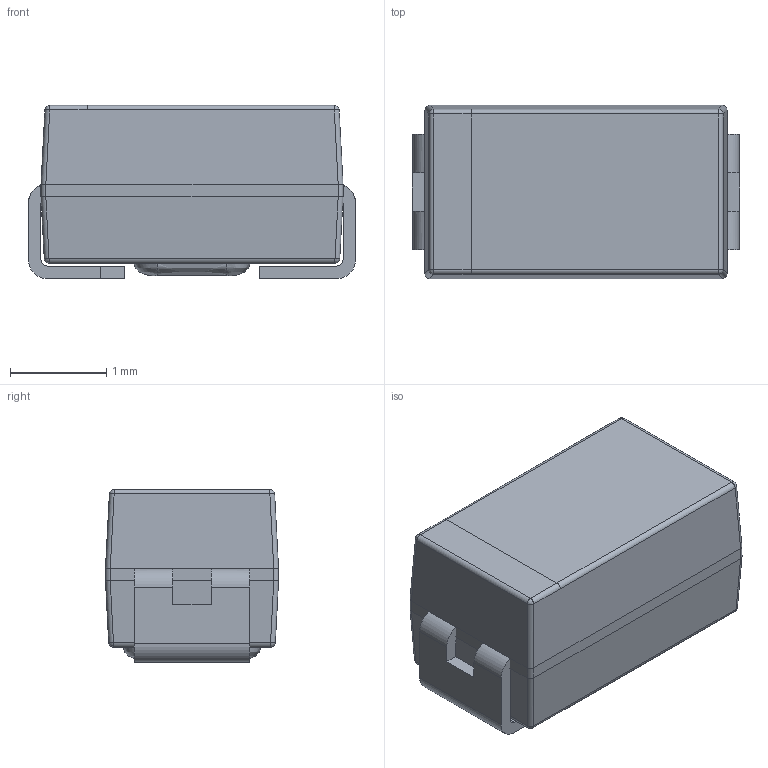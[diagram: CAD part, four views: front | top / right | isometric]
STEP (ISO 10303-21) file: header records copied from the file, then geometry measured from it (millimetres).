
FILE_DESCRIPTION(('STEP AP214'), '1');
FILE_NAME('CAPM-TANT', '2017-07-22T18:31:15', ('Nobody'), (''), 'ASCON STEP Converter 1.3', 'ASCON Math Kernel', '');
FILE_SCHEMA(('AUTOMOTIVE_DESIGN { 1 0 10303 214 3 1 1}'));
Length unit declared in the file: millimetre
Bounding box: 3.4 x 1.8 x 1.8 mm (x, y, z)
Volume: 9.7 mm3; surface area: 37.2 mm2
Topology: 3 solids, 3 shells, 92 faces, 241 edges, 146 vertices
Faces by surface type: plane 46, cylinder 30, bspline 16
Entity records: 3722 total; most frequent: CARTESIAN_POINT 782, ORIENTED_EDGE 450, DIRECTION 429, EDGE_CURVE 225, LINE 159, VECTOR 159, VERTEX_POINT 136, AXIS2_PLACEMENT_3D 135
